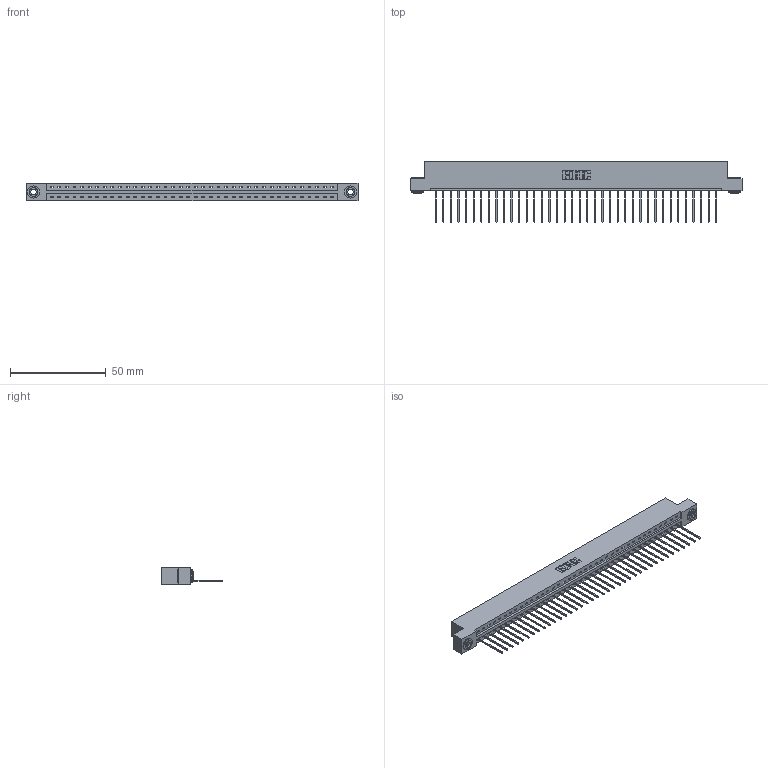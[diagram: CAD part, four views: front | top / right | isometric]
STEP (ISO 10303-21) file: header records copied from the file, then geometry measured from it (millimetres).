
FILE_DESCRIPTION (( 'STEP AP203' ), '1' );
FILE_NAME ('387-038-542-103.STEP', '2018-09-19T05:30:53', ( '' ), ( '' ), 'SwSTEP 2.0', 'SolidWorks 2016', '' );
FILE_SCHEMA (( 'CONFIG_CONTROL_DESIGN' ));
Length unit declared in the file: inch
Products named in the file (4): 337 Part_Flush Mounting Lugs - 0.156 Dia-TH; 345-292-001_345-293-142; 345-250-002_345-250-002-102; 387-038-542-103
Assembly tree (41 placements, depth 2):
  387-038-542-103
    337 Part_Flush Mounting Lugs - 0.156 Dia-TH
    345-292-001_345-293-142  x38
    345-250-002_345-250-002-102  x2
Bounding box: 173.58 x 31.63 x 9.4 mm (x, y, z)
Volume: 18095 mm3; surface area: 19465.1 mm2
Topology: 41 solids, 41 shells, 2508 faces, 7531 edges, 4966 vertices
Faces by surface type: plane 1828, cylinder 672, cone 8
Entity records: 29432 total; most frequent: CARTESIAN_POINT 5103, ORIENTED_EDGE 5070, DIRECTION 4337, EDGE_CURVE 2535, LINE 2383, VECTOR 2383, VERTEX_POINT 1686, AXIS2_PLACEMENT_3D 977
